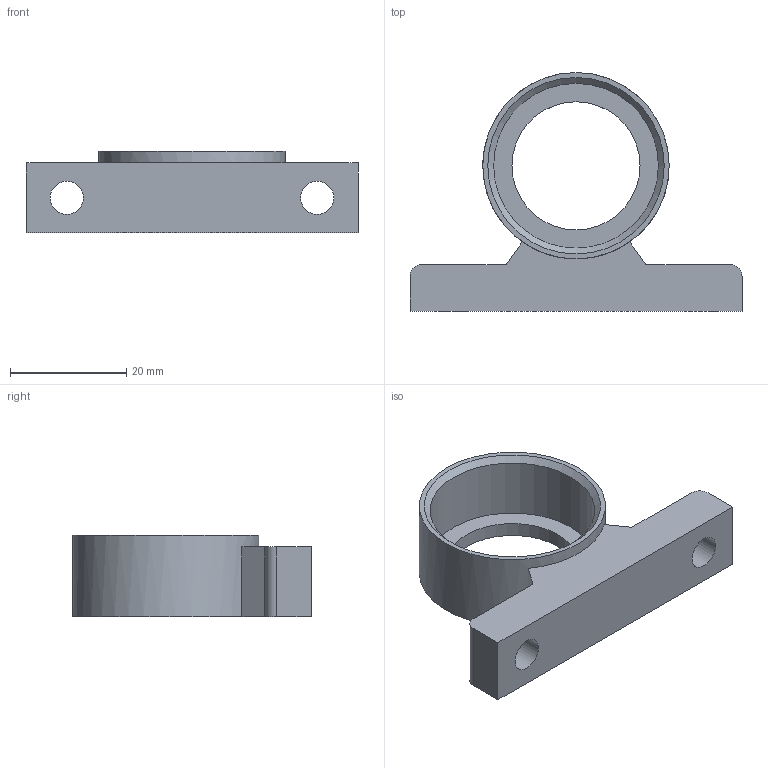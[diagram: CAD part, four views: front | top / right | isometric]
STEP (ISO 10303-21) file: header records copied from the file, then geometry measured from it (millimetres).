
FILE_DESCRIPTION( ( 'STEP AP203' ), '1' );
FILE_NAME( 'FLEXA BWK-P 0315.000.021.stp', '2020-03-10T09:15:48', ( '' ), ( '' ), ' ', 'PARTsolutions', ' ' );
FILE_SCHEMA( ( 'CONFIG_CONTROL_DESIGN' ) );
Length unit declared in the file: millimetre
Products named in the file (1): _FLEXA BWK-P 0315.000.021
Bounding box: 57 x 41 x 14 mm (x, y, z)
Volume: 8632.8 mm3; surface area: 5717.2 mm2
Topology: 1 solids, 1 shells, 19 faces, 49 edges, 33 vertices
Faces by surface type: plane 11, cylinder 7, cone 1
Full cylindrical faces by diameter (mm): 5.7 x2, 22 x1, 28.3 x1, 32 x1
Entity records: 586 total; most frequent: DIRECTION 96, CARTESIAN_POINT 90, ORIENTED_EDGE 80, EDGE_CURVE 40, AXIS2_PLACEMENT_3D 36, EDGE_LOOP 32, VERTEX_POINT 30, FACE_OUTER_BOUND 24
